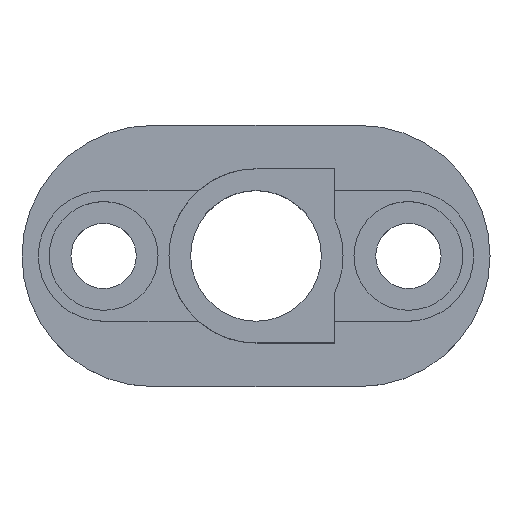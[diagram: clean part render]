
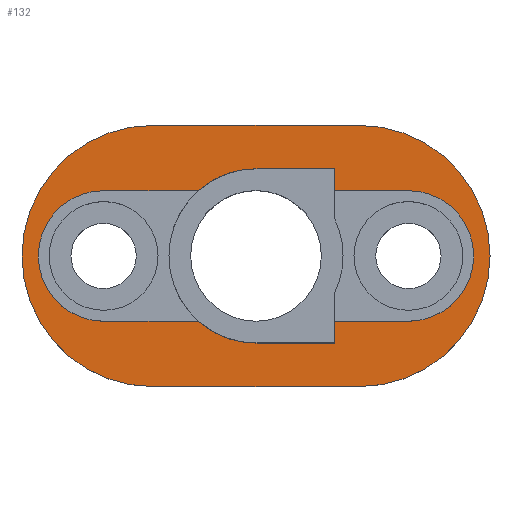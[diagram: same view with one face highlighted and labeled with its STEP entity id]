
A CAD part, top view. The second image highlights one B-rep face of the part: STEP entity #132.
In plain terms, the highlighted planar face has unit normal (0, 0, 1).
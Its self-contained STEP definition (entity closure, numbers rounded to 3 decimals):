
#13 = CARTESIAN_POINT ( 'NONE',  ( -33.549, 15.907, 2. ) ) ;
#25 = CARTESIAN_POINT ( 'NONE',  ( -57.049, 21.907, 2. ) ) ;
#26 = VERTEX_POINT ( 'NONE', #653 ) ;
#33 = LINE ( 'NONE', #779, #574 ) ;
#35 = DIRECTION ( 'NONE',  ( 1., 0., 0. ) ) ;
#36 = CIRCLE ( 'NONE', #1046, 8. ) ;
#38 = CARTESIAN_POINT ( 'NONE',  ( -61.549, 21.907, 2. ) ) ;
#44 = CARTESIAN_POINT ( 'NONE',  ( -40.349, 27.907, 2. ) ) ;
#47 = ORIENTED_EDGE ( 'NONE', *, *, #912, .F. ) ;
#49 = VERTEX_POINT ( 'NONE', #172 ) ;
#57 = EDGE_CURVE ( 'NONE', #353, #49, #995, .T. ) ;
#63 = ORIENTED_EDGE ( 'NONE', *, *, #444, .F. ) ;
#81 = AXIS2_PLACEMENT_3D ( 'NONE', #848, #469, #202 ) ;
#85 = VERTEX_POINT ( 'NONE', #316 ) ;
#92 = CARTESIAN_POINT ( 'NONE',  ( -38.049, 9.907, 2. ) ) ;
#100 = CARTESIAN_POINT ( 'NONE',  ( -40.349, 18.42, 2. ) ) ;
#105 = EDGE_LOOP ( 'NONE', ( #403, #159, #296, #434, #290 ) ) ;
#106 = VECTOR ( 'NONE', #35, 1000. ) ;
#110 = EDGE_CURVE ( 'NONE', #26, #704, #214, .T. ) ;
#111 = VERTEX_POINT ( 'NONE', #218 ) ;
#112 = FACE_OUTER_BOUND ( 'NONE', #105, .T. ) ;
#125 = VECTOR ( 'NONE', #1120, 1000. ) ;
#126 = AXIS2_PLACEMENT_3D ( 'NONE', #25, #577, #1052 ) ;
#129 = VERTEX_POINT ( 'NONE', #394 ) ;
#132 = ADVANCED_FACE ( 'NONE', ( #112, #487 ), #582, .T. ) ;
#137 = DIRECTION ( 'NONE',  ( 0., 0., 1. ) ) ;
#159 = ORIENTED_EDGE ( 'NONE', *, *, #997, .T. ) ;
#161 = CARTESIAN_POINT ( 'NONE',  ( -47.549, 29.907, 2. ) ) ;
#163 = DIRECTION ( 'NONE',  ( 0., 0., 1. ) ) ;
#167 = AXIS2_PLACEMENT_3D ( 'NONE', #750, #904, #453 ) ;
#172 = CARTESIAN_POINT ( 'NONE',  ( -38.049, 33.907, 2. ) ) ;
#181 = AXIS2_PLACEMENT_3D ( 'NONE', #356, #450, #443 ) ;
#185 = ORIENTED_EDGE ( 'NONE', *, *, #110, .F. ) ;
#194 = EDGE_CURVE ( 'NONE', #511, #421, #861, .T. ) ;
#202 = DIRECTION ( 'NONE',  ( 1., 0., 0. ) ) ;
#209 = CARTESIAN_POINT ( 'NONE',  ( -61.549, 27.907, 2. ) ) ;
#214 = LINE ( 'NONE', #777, #1113 ) ;
#218 = CARTESIAN_POINT ( 'NONE',  ( -57.049, 9.907, 2. ) ) ;
#227 = VECTOR ( 'NONE', #508, 1000. ) ;
#264 = VECTOR ( 'NONE', #554, 1000. ) ;
#282 = DIRECTION ( 'NONE',  ( -1., 0., 0. ) ) ;
#290 = ORIENTED_EDGE ( 'NONE', *, *, #503, .T. ) ;
#292 = ORIENTED_EDGE ( 'NONE', *, *, #663, .F. ) ;
#296 = ORIENTED_EDGE ( 'NONE', *, *, #1128, .T. ) ;
#297 = EDGE_CURVE ( 'NONE', #668, #1202, #439, .T. ) ;
#309 = CIRCLE ( 'NONE', #1083, 12. ) ;
#316 = CARTESIAN_POINT ( 'NONE',  ( -61.549, 27.907, 2. ) ) ;
#318 = CIRCLE ( 'NONE', #1068, 8. ) ;
#353 = VERTEX_POINT ( 'NONE', #1064 ) ;
#356 = CARTESIAN_POINT ( 'NONE',  ( -57.049, 21.907, 2. ) ) ;
#367 = CARTESIAN_POINT ( 'NONE',  ( -47.549, 21.907, 2. ) ) ;
#370 = AXIS2_PLACEMENT_3D ( 'NONE', #1063, #776, #590 ) ;
#377 = ORIENTED_EDGE ( 'NONE', *, *, #851, .F. ) ;
#379 = DIRECTION ( 'NONE',  ( 0., 1., 0. ) ) ;
#388 = CIRCLE ( 'NONE', #370, 6. ) ;
#389 = LINE ( 'NONE', #209, #125 ) ;
#394 = CARTESIAN_POINT ( 'NONE',  ( -52.841, 27.907, 2. ) ) ;
#403 = ORIENTED_EDGE ( 'NONE', *, *, #610, .T. ) ;
#406 = EDGE_CURVE ( 'NONE', #421, #976, #763, .T. ) ;
#411 = CARTESIAN_POINT ( 'NONE',  ( -57.049, 21.907, 2. ) ) ;
#421 = VERTEX_POINT ( 'NONE', #760 ) ;
#429 = EDGE_CURVE ( 'NONE', #976, #518, #389, .T. ) ;
#434 = ORIENTED_EDGE ( 'NONE', *, *, #57, .T. ) ;
#439 = LINE ( 'NONE', #802, #705 ) ;
#443 = DIRECTION ( 'NONE',  ( 1., 0., 0. ) ) ;
#444 = EDGE_CURVE ( 'NONE', #1202, #511, #560, .T. ) ;
#446 = VERTEX_POINT ( 'NONE', #839 ) ;
#450 = DIRECTION ( 'NONE',  ( 0., 0., 1. ) ) ;
#453 = DIRECTION ( 'NONE',  ( 1., 0., 0. ) ) ;
#464 = ORIENTED_EDGE ( 'NONE', *, *, #871, .F. ) ;
#469 = DIRECTION ( 'NONE',  ( 0., 0., 1. ) ) ;
#487 = FACE_BOUND ( 'NONE', #832, .T. ) ;
#492 = CIRCLE ( 'NONE', #181, 12. ) ;
#499 = DIRECTION ( 'NONE',  ( 1., 0., 0. ) ) ;
#503 = EDGE_CURVE ( 'NONE', #49, #553, #739, .T. ) ;
#505 = CARTESIAN_POINT ( 'NONE',  ( -69.049, 21.907, 2. ) ) ;
#508 = DIRECTION ( 'NONE',  ( -1., 0., 0. ) ) ;
#511 = VERTEX_POINT ( 'NONE', #650 ) ;
#513 = CARTESIAN_POINT ( 'NONE',  ( -61.549, 15.907, 2. ) ) ;
#518 = VERTEX_POINT ( 'NONE', #44 ) ;
#520 = CARTESIAN_POINT ( 'NONE',  ( -33.549, 27.907, 2. ) ) ;
#540 = CARTESIAN_POINT ( 'NONE',  ( -47.549, 21.907, 2. ) ) ;
#550 = CARTESIAN_POINT ( 'NONE',  ( -40.349, 13.907, 2. ) ) ;
#553 = VERTEX_POINT ( 'NONE', #1155 ) ;
#554 = DIRECTION ( 'NONE',  ( 1., 0., 0. ) ) ;
#560 = LINE ( 'NONE', #100, #585 ) ;
#561 = VERTEX_POINT ( 'NONE', #513 ) ;
#574 = VECTOR ( 'NONE', #1148, 1000. ) ;
#577 = DIRECTION ( 'NONE',  ( 0., 0., 1. ) ) ;
#582 = PLANE ( 'NONE',  #126 ) ;
#585 = VECTOR ( 'NONE', #379, 1000. ) ;
#589 = VECTOR ( 'NONE', #693, 1000. ) ;
#590 = DIRECTION ( 'NONE',  ( 1., 0., 0. ) ) ;
#604 = ORIENTED_EDGE ( 'NONE', *, *, #429, .F. ) ;
#609 = CIRCLE ( 'NONE', #772, 6. ) ;
#610 = EDGE_CURVE ( 'NONE', #553, #911, #309, .T. ) ;
#650 = CARTESIAN_POINT ( 'NONE',  ( -40.349, 15.907, 2. ) ) ;
#653 = CARTESIAN_POINT ( 'NONE',  ( -40.349, 29.907, 2. ) ) ;
#663 = EDGE_CURVE ( 'NONE', #561, #749, #33, .T. ) ;
#668 = VERTEX_POINT ( 'NONE', #894 ) ;
#683 = CARTESIAN_POINT ( 'NONE',  ( -61.549, 27.907, 2. ) ) ;
#693 = DIRECTION ( 'NONE',  ( 0., 1., 0. ) ) ;
#699 = DIRECTION ( 'NONE',  ( 1., 0., 0. ) ) ;
#704 = VERTEX_POINT ( 'NONE', #161 ) ;
#705 = VECTOR ( 'NONE', #1157, 1000. ) ;
#733 = DIRECTION ( 'NONE',  ( 1., 0., 0. ) ) ;
#739 = LINE ( 'NONE', #1108, #1032 ) ;
#749 = VERTEX_POINT ( 'NONE', #1005 ) ;
#750 = CARTESIAN_POINT ( 'NONE',  ( -38.049, 21.907, 2. ) ) ;
#760 = CARTESIAN_POINT ( 'NONE',  ( -33.549, 15.907, 2. ) ) ;
#763 = CIRCLE ( 'NONE', #81, 6. ) ;
#772 = AXIS2_PLACEMENT_3D ( 'NONE', #38, #137, #499 ) ;
#776 = DIRECTION ( 'NONE',  ( 0., 0., 1. ) ) ;
#777 = CARTESIAN_POINT ( 'NONE',  ( -47.549, 29.907, 2. ) ) ;
#779 = CARTESIAN_POINT ( 'NONE',  ( -33.549, 15.907, 2. ) ) ;
#802 = CARTESIAN_POINT ( 'NONE',  ( -40.349, 13.907, 2. ) ) ;
#832 = EDGE_LOOP ( 'NONE', ( #185, #47, #604, #947, #1000, #63, #915, #1110, #292, #464, #377, #918, #975 ) ) ;
#839 = CARTESIAN_POINT ( 'NONE',  ( -67.549, 21.907, 2. ) ) ;
#847 = LINE ( 'NONE', #92, #264 ) ;
#848 = CARTESIAN_POINT ( 'NONE',  ( -33.549, 21.907, 2. ) ) ;
#849 = DIRECTION ( 'NONE',  ( -1., 0., 0. ) ) ;
#851 = EDGE_CURVE ( 'NONE', #85, #446, #609, .T. ) ;
#861 = LINE ( 'NONE', #13, #106 ) ;
#865 = LINE ( 'NONE', #962, #589 ) ;
#871 = EDGE_CURVE ( 'NONE', #446, #561, #388, .T. ) ;
#894 = CARTESIAN_POINT ( 'NONE',  ( -47.549, 13.907, 2. ) ) ;
#900 = DIRECTION ( 'NONE',  ( 0., 0., 1. ) ) ;
#904 = DIRECTION ( 'NONE',  ( 0., 0., 1. ) ) ;
#908 = EDGE_CURVE ( 'NONE', #129, #85, #971, .T. ) ;
#911 = VERTEX_POINT ( 'NONE', #505 ) ;
#912 = EDGE_CURVE ( 'NONE', #518, #26, #865, .T. ) ;
#915 = ORIENTED_EDGE ( 'NONE', *, *, #297, .F. ) ;
#918 = ORIENTED_EDGE ( 'NONE', *, *, #908, .F. ) ;
#947 = ORIENTED_EDGE ( 'NONE', *, *, #406, .F. ) ;
#962 = CARTESIAN_POINT ( 'NONE',  ( -40.349, 29.907, 2. ) ) ;
#967 = DIRECTION ( 'NONE',  ( 0., 0., 1. ) ) ;
#971 = LINE ( 'NONE', #683, #227 ) ;
#975 = ORIENTED_EDGE ( 'NONE', *, *, #1006, .F. ) ;
#976 = VERTEX_POINT ( 'NONE', #520 ) ;
#995 = CIRCLE ( 'NONE', #167, 12. ) ;
#997 = EDGE_CURVE ( 'NONE', #911, #111, #492, .T. ) ;
#1000 = ORIENTED_EDGE ( 'NONE', *, *, #194, .F. ) ;
#1005 = CARTESIAN_POINT ( 'NONE',  ( -52.841, 15.907, 2. ) ) ;
#1006 = EDGE_CURVE ( 'NONE', #704, #129, #36, .T. ) ;
#1032 = VECTOR ( 'NONE', #282, 1000. ) ;
#1046 = AXIS2_PLACEMENT_3D ( 'NONE', #540, #900, #1097 ) ;
#1052 = DIRECTION ( 'NONE',  ( 1., 0., 0. ) ) ;
#1063 = CARTESIAN_POINT ( 'NONE',  ( -61.549, 21.907, 2. ) ) ;
#1064 = CARTESIAN_POINT ( 'NONE',  ( -38.049, 9.907, 2. ) ) ;
#1068 = AXIS2_PLACEMENT_3D ( 'NONE', #367, #163, #733 ) ;
#1069 = EDGE_CURVE ( 'NONE', #749, #668, #318, .T. ) ;
#1083 = AXIS2_PLACEMENT_3D ( 'NONE', #411, #967, #699 ) ;
#1097 = DIRECTION ( 'NONE',  ( 1., 0., 0. ) ) ;
#1108 = CARTESIAN_POINT ( 'NONE',  ( -57.049, 33.907, 2. ) ) ;
#1110 = ORIENTED_EDGE ( 'NONE', *, *, #1069, .F. ) ;
#1113 = VECTOR ( 'NONE', #849, 1000. ) ;
#1120 = DIRECTION ( 'NONE',  ( -1., 0., 0. ) ) ;
#1128 = EDGE_CURVE ( 'NONE', #111, #353, #847, .T. ) ;
#1148 = DIRECTION ( 'NONE',  ( 1., 0., 0. ) ) ;
#1155 = CARTESIAN_POINT ( 'NONE',  ( -57.049, 33.907, 2. ) ) ;
#1157 = DIRECTION ( 'NONE',  ( 1., 0., 0. ) ) ;
#1202 = VERTEX_POINT ( 'NONE', #550 ) ;
